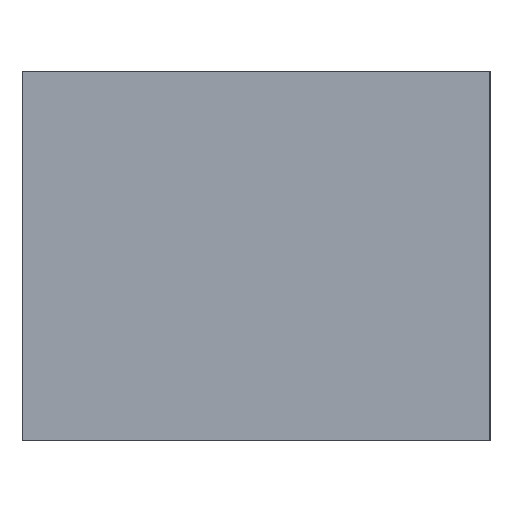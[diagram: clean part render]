
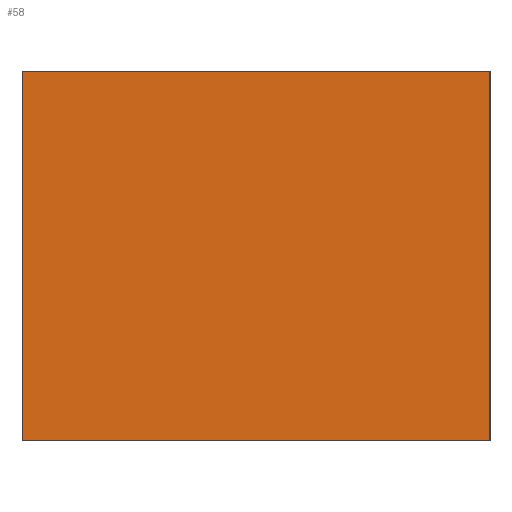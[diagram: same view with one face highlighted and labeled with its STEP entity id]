
A CAD part, left-side view. The second image highlights one B-rep face of the part: STEP entity #58.
In plain terms, the highlighted planar face has unit normal (-1, 0, 0).
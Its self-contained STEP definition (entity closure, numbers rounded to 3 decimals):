
#3 = DIRECTION ( 'NONE',  ( 0., 0., -1. ) ) ;
#11 = EDGE_CURVE ( 'NONE', #195, #220, #69, .T. ) ;
#25 = CARTESIAN_POINT ( 'NONE',  ( 0., 19., 15. ) ) ;
#26 = LINE ( 'NONE', #185, #203 ) ;
#27 = VERTEX_POINT ( 'NONE', #160 ) ;
#38 = VECTOR ( 'NONE', #140, 1000. ) ;
#45 = CARTESIAN_POINT ( 'NONE',  ( 0., 0., 15. ) ) ;
#58 = ADVANCED_FACE ( 'NONE', ( #167 ), #126, .F. ) ;
#64 = DIRECTION ( 'NONE',  ( 0., 0., -1. ) ) ;
#66 = CARTESIAN_POINT ( 'NONE',  ( 0., 19., 15. ) ) ;
#69 = LINE ( 'NONE', #199, #38 ) ;
#75 = ORIENTED_EDGE ( 'NONE', *, *, #196, .F. ) ;
#77 = ORIENTED_EDGE ( 'NONE', *, *, #192, .T. ) ;
#79 = CARTESIAN_POINT ( 'NONE',  ( 0., 0., 0. ) ) ;
#84 = ORIENTED_EDGE ( 'NONE', *, *, #230, .T. ) ;
#86 = VECTOR ( 'NONE', #129, 1000. ) ;
#91 = VECTOR ( 'NONE', #170, 1000. ) ;
#111 = EDGE_LOOP ( 'NONE', ( #84, #75, #122, #77 ) ) ;
#114 = AXIS2_PLACEMENT_3D ( 'NONE', #218, #143, #3 ) ;
#122 = ORIENTED_EDGE ( 'NONE', *, *, #11, .F. ) ;
#126 = PLANE ( 'NONE',  #114 ) ;
#129 = DIRECTION ( 'NONE',  ( 0., 0., -1. ) ) ;
#140 = DIRECTION ( 'NONE',  ( 0., -1., 0. ) ) ;
#143 = DIRECTION ( 'NONE',  ( 1., 0., 0. ) ) ;
#160 = CARTESIAN_POINT ( 'NONE',  ( 0., 19., 0. ) ) ;
#167 = FACE_OUTER_BOUND ( 'NONE', #111, .T. ) ;
#170 = DIRECTION ( 'NONE',  ( 0., -1., 0. ) ) ;
#174 = LINE ( 'NONE', #66, #86 ) ;
#176 = LINE ( 'NONE', #224, #91 ) ;
#185 = CARTESIAN_POINT ( 'NONE',  ( 0., 0., 15. ) ) ;
#192 = EDGE_CURVE ( 'NONE', #195, #27, #174, .T. ) ;
#195 = VERTEX_POINT ( 'NONE', #25 ) ;
#196 = EDGE_CURVE ( 'NONE', #220, #228, #26, .T. ) ;
#199 = CARTESIAN_POINT ( 'NONE',  ( 0., 0., 15. ) ) ;
#203 = VECTOR ( 'NONE', #64, 1000. ) ;
#218 = CARTESIAN_POINT ( 'NONE',  ( 0., 0., 15. ) ) ;
#220 = VERTEX_POINT ( 'NONE', #45 ) ;
#224 = CARTESIAN_POINT ( 'NONE',  ( 0., 0., 0. ) ) ;
#228 = VERTEX_POINT ( 'NONE', #79 ) ;
#230 = EDGE_CURVE ( 'NONE', #27, #228, #176, .T. ) ;
